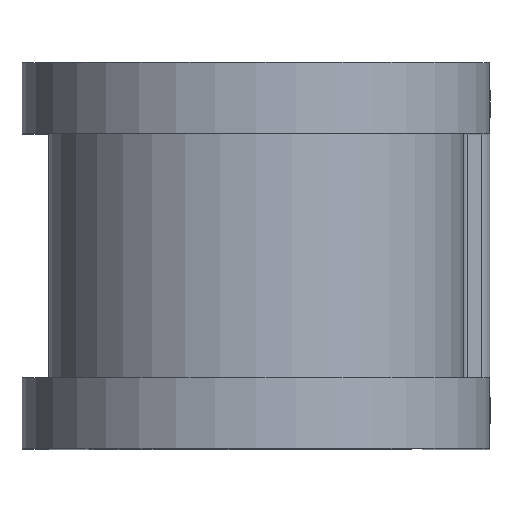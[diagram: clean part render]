
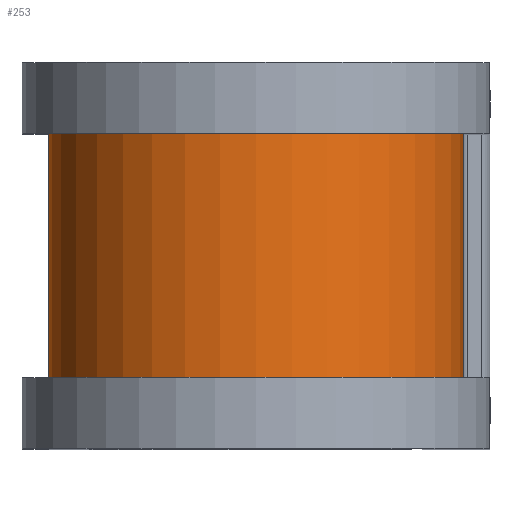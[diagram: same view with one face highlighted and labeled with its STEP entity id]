
A CAD part, top view. The second image highlights one B-rep face of the part: STEP entity #253.
In plain terms, the highlighted cylindrical face has radius 11.862 mm (diameter 23.724 mm), a partial arc.
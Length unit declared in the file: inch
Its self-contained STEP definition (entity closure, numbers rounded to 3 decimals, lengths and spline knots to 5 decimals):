
#62 = CARTESIAN_POINT ( 'NONE',  ( -0.467, -0.275, 0.75 ) ) ;
#68 = DIRECTION ( 'NONE',  ( 0., 0., -1. ) ) ;
#75 = ORIENTED_EDGE ( 'NONE', *, *, #1542, .T. ) ;
#95 = AXIS2_PLACEMENT_3D ( 'NONE', #2039, #1052, #68 ) ;
#162 = AXIS2_PLACEMENT_3D ( 'NONE', #1262, #287, #1420 ) ;
#185 = LINE ( 'NONE', #901, #1825 ) ;
#230 = EDGE_LOOP ( 'NONE', ( #1757, #1573, #75, #1245 ) ) ;
#233 = CARTESIAN_POINT ( 'NONE',  ( 0.467, 0.375, 0.75 ) ) ;
#253 = ADVANCED_FACE ( 'NONE', ( #1818 ), #906, .T. ) ;
#287 = DIRECTION ( 'NONE',  ( 0., -1., 0. ) ) ;
#314 = CIRCLE ( 'NONE', #162, 0.467 ) ;
#393 = DIRECTION ( 'NONE',  ( 0., -1., 0. ) ) ;
#702 = CARTESIAN_POINT ( 'NONE',  ( 0.467, -0.275, 0.75 ) ) ;
#730 = VERTEX_POINT ( 'NONE', #702 ) ;
#810 = AXIS2_PLACEMENT_3D ( 'NONE', #1000, #1156, #1977 ) ;
#860 = EDGE_CURVE ( 'NONE', #1085, #730, #1555, .T. ) ;
#865 = EDGE_CURVE ( 'NONE', #730, #869, #1235, .T. ) ;
#869 = VERTEX_POINT ( 'NONE', #62 ) ;
#901 = CARTESIAN_POINT ( 'NONE',  ( -0.467, 0.375, 0.75 ) ) ;
#906 = CYLINDRICAL_SURFACE ( 'NONE', #810, 0.467 ) ;
#1000 = CARTESIAN_POINT ( 'NONE',  ( 0., 0.375, 0.75 ) ) ;
#1052 = DIRECTION ( 'NONE',  ( 0., -1., 0. ) ) ;
#1085 = VERTEX_POINT ( 'NONE', #1717 ) ;
#1156 = DIRECTION ( 'NONE',  ( 0., -1., 0. ) ) ;
#1235 = CIRCLE ( 'NONE', #95, 0.467 ) ;
#1245 = ORIENTED_EDGE ( 'NONE', *, *, #865, .F. ) ;
#1262 = CARTESIAN_POINT ( 'NONE',  ( 0., 0.275, 0.75 ) ) ;
#1420 = DIRECTION ( 'NONE',  ( 0., 0., -1. ) ) ;
#1451 = CARTESIAN_POINT ( 'NONE',  ( -0.467, 0.275, 0.75 ) ) ;
#1542 = EDGE_CURVE ( 'NONE', #1801, #869, #185, .T. ) ;
#1555 = LINE ( 'NONE', #233, #1597 ) ;
#1563 = DIRECTION ( 'NONE',  ( 0., -1., 0. ) ) ;
#1573 = ORIENTED_EDGE ( 'NONE', *, *, #1604, .T. ) ;
#1597 = VECTOR ( 'NONE', #393, 39.37008 ) ;
#1604 = EDGE_CURVE ( 'NONE', #1085, #1801, #314, .T. ) ;
#1717 = CARTESIAN_POINT ( 'NONE',  ( 0.467, 0.275, 0.75 ) ) ;
#1757 = ORIENTED_EDGE ( 'NONE', *, *, #860, .F. ) ;
#1801 = VERTEX_POINT ( 'NONE', #1451 ) ;
#1818 = FACE_OUTER_BOUND ( 'NONE', #230, .T. ) ;
#1825 = VECTOR ( 'NONE', #1563, 39.37008 ) ;
#1977 = DIRECTION ( 'NONE',  ( 0., 0., -1. ) ) ;
#2039 = CARTESIAN_POINT ( 'NONE',  ( 0., -0.275, 0.75 ) ) ;
